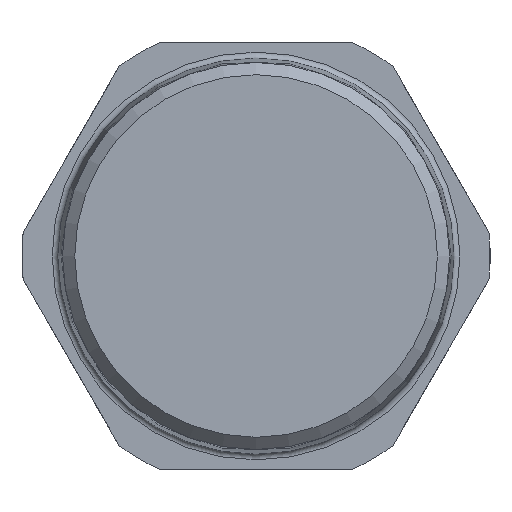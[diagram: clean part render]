
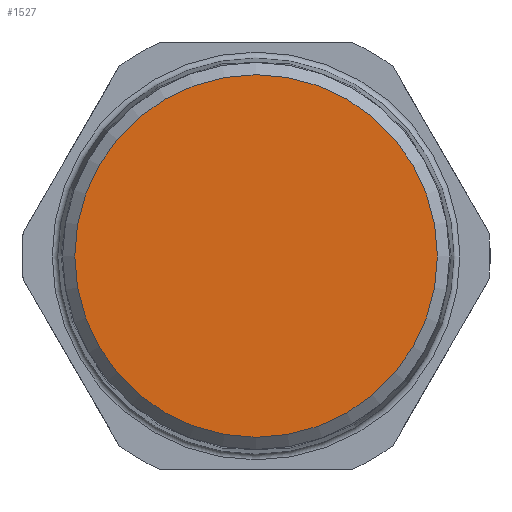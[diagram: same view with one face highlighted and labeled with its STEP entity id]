
A CAD part, left-side view. The second image highlights one B-rep face of the part: STEP entity #1527.
In plain terms, the highlighted planar face has unit normal (-1, 0, 0).
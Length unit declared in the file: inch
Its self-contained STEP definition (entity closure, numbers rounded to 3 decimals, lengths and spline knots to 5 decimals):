
#367=FACE_OUTER_BOUND('',#451,.T.);
#451=EDGE_LOOP('',(#1303));
#570=CIRCLE('',#1726,0.60226);
#718=VERTEX_POINT('',#3203);
#921=EDGE_CURVE('',#718,#718,#570,.T.);
#1303=ORIENTED_EDGE('',*,*,#921,.F.);
#1462=PLANE('',#1725);
#1527=ADVANCED_FACE('',(#367),#1462,.T.);
#1725=AXIS2_PLACEMENT_3D('',#3202,#2120,#2121);
#1726=AXIS2_PLACEMENT_3D('',#3204,#2122,#2123);
#2120=DIRECTION('center_axis',(-1.,0.,0.));
#2121=DIRECTION('ref_axis',(0.,0.,
1.));
#2122=DIRECTION('center_axis',(1.,0.,0.));
#2123=DIRECTION('ref_axis',(0.,-1.,0.));
#3202=CARTESIAN_POINT('Origin',(-2.59449,0.64163,0.));
#3203=CARTESIAN_POINT('',(-2.59449,0.60226,0.));
#3204=CARTESIAN_POINT('Origin',(-2.59449,0.,
0.));
